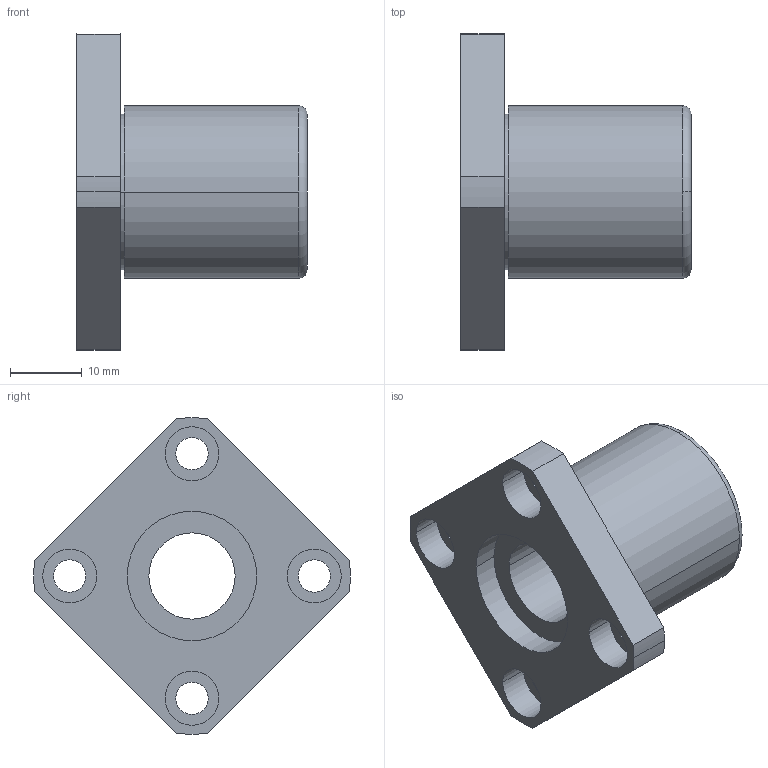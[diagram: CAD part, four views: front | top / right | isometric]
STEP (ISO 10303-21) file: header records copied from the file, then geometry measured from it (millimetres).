
FILE_DESCRIPTION( ( '' ), '1' );
FILE_NAME( 'MPSA12.stp', '2020-11-08T12:19:23', ( '' ), ( '' ), ' ', ' ', ' ' );
FILE_SCHEMA( ( 'CONFIG_CONTROL_DESIGN' ) );
Length unit declared in the file: millimetre
Products named in the file (1): 1
Bounding box: 32 x 44 x 43.98 mm (x, y, z)
Volume: 13066.3 mm3; surface area: 6618 mm2
Topology: 1 solids, 1 shells, 48 faces, 115 edges, 77 vertices
Faces by surface type: cylinder 32, plane 14, torus 2
Entity records: 1502 total; most frequent: DIRECTION 284, CARTESIAN_POINT 241, ORIENTED_EDGE 230, AXIS2_PLACEMENT_3D 120, EDGE_CURVE 115, VERTEX_POINT 77, CIRCLE 71, EDGE_LOOP 66
